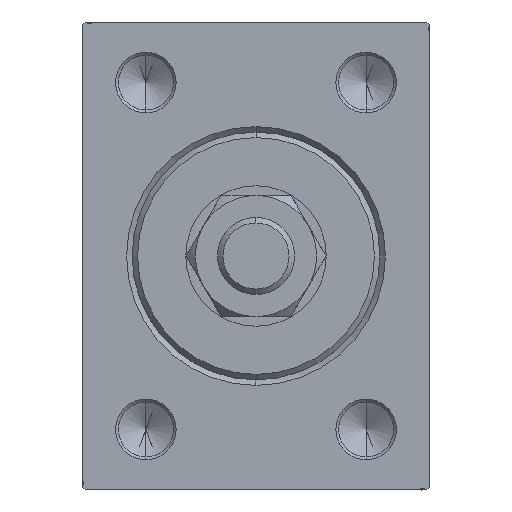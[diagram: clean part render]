
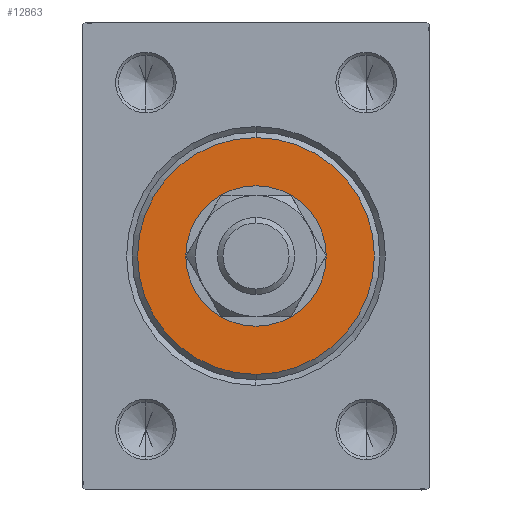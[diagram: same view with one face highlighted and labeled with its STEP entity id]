
A CAD part, left-side view. The second image highlights one B-rep face of the part: STEP entity #12863.
In plain terms, the highlighted face is planar.
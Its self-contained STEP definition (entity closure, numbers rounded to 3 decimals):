
#488 = CIRCLE ( 'NONE', #11523, 21.5 ) ;
#1940 = FACE_OUTER_BOUND ( 'NONE', #26179, .T. ) ;
#4787 = DIRECTION ( 'NONE',  ( 1., 0., 0. ) ) ;
#6126 = DIRECTION ( 'NONE',  ( 0., 0., -1. ) ) ;
#7271 = CARTESIAN_POINT ( 'NONE',  ( 3., 0., 12.75 ) ) ;
#7614 = VERTEX_POINT ( 'NONE', #7271 ) ;
#8499 = EDGE_CURVE ( 'NONE', #45481, #7614, #20977, .T. ) ;
#8881 = DIRECTION ( 'NONE',  ( 1., 0., 0. ) ) ;
#9969 = VERTEX_POINT ( 'NONE', #18494 ) ;
#10748 = EDGE_CURVE ( 'NONE', #9969, #31183, #13650, .T. ) ;
#11523 = AXIS2_PLACEMENT_3D ( 'NONE', #14943, #4787, #18858 ) ;
#11612 = DIRECTION ( 'NONE',  ( 0., 0., -1. ) ) ;
#12863 = ADVANCED_FACE ( 'NONE', ( #1940, #29897 ), #44387, .T. ) ;
#13650 = CIRCLE ( 'NONE', #44590, 21.5 ) ;
#14943 = CARTESIAN_POINT ( 'NONE',  ( 3., 0., 0. ) ) ;
#18494 = CARTESIAN_POINT ( 'NONE',  ( 3., 0., 21.5 ) ) ;
#18858 = DIRECTION ( 'NONE',  ( 0., 0., -1. ) ) ;
#19926 = CARTESIAN_POINT ( 'NONE',  ( 3., 0., 0. ) ) ;
#20977 = CIRCLE ( 'NONE', #29804, 12.75 ) ;
#25530 = AXIS2_PLACEMENT_3D ( 'NONE', #36294, #29619, #11612 ) ;
#26179 = EDGE_LOOP ( 'NONE', ( #28281, #35135 ) ) ;
#28281 = ORIENTED_EDGE ( 'NONE', *, *, #10748, .T. ) ;
#29013 = EDGE_LOOP ( 'NONE', ( #40047, #35986 ) ) ;
#29619 = DIRECTION ( 'NONE',  ( -1., 0., 0. ) ) ;
#29804 = AXIS2_PLACEMENT_3D ( 'NONE', #37718, #44862, #6126 ) ;
#29897 = FACE_BOUND ( 'NONE', #29013, .T. ) ;
#31183 = VERTEX_POINT ( 'NONE', #40822 ) ;
#32760 = AXIS2_PLACEMENT_3D ( 'NONE', #37702, #8881, #43937 ) ;
#32989 = EDGE_CURVE ( 'NONE', #7614, #45481, #45401, .T. ) ;
#33495 = EDGE_CURVE ( 'NONE', #31183, #9969, #488, .T. ) ;
#34449 = DIRECTION ( 'NONE',  ( 0., 0., -1. ) ) ;
#35135 = ORIENTED_EDGE ( 'NONE', *, *, #33495, .T. ) ;
#35986 = ORIENTED_EDGE ( 'NONE', *, *, #8499, .T. ) ;
#36294 = CARTESIAN_POINT ( 'NONE',  ( 3., 0., 0. ) ) ;
#37702 = CARTESIAN_POINT ( 'NONE',  ( 3., 0., 0. ) ) ;
#37718 = CARTESIAN_POINT ( 'NONE',  ( 3., 0., 0. ) ) ;
#38134 = DIRECTION ( 'NONE',  ( 1., 0., 0. ) ) ;
#40047 = ORIENTED_EDGE ( 'NONE', *, *, #32989, .T. ) ;
#40502 = CARTESIAN_POINT ( 'NONE',  ( 3., 0., -12.75 ) ) ;
#40822 = CARTESIAN_POINT ( 'NONE',  ( 3., 0., -21.5 ) ) ;
#43937 = DIRECTION ( 'NONE',  ( 0., 0., -1. ) ) ;
#44387 = PLANE ( 'NONE',  #32760 ) ;
#44590 = AXIS2_PLACEMENT_3D ( 'NONE', #19926, #38134, #34449 ) ;
#44862 = DIRECTION ( 'NONE',  ( -1., 0., 0. ) ) ;
#45401 = CIRCLE ( 'NONE', #25530, 12.75 ) ;
#45481 = VERTEX_POINT ( 'NONE', #40502 ) ;
